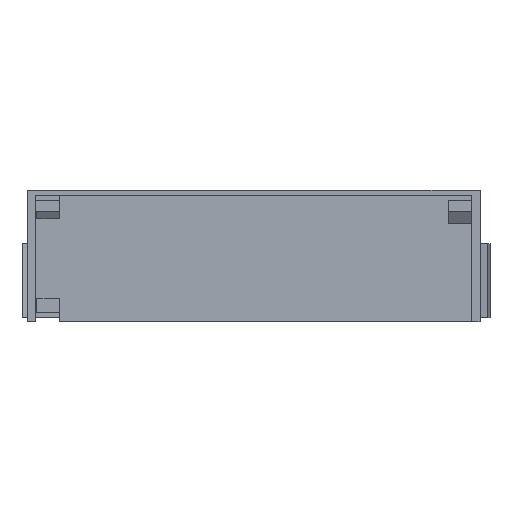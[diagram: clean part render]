
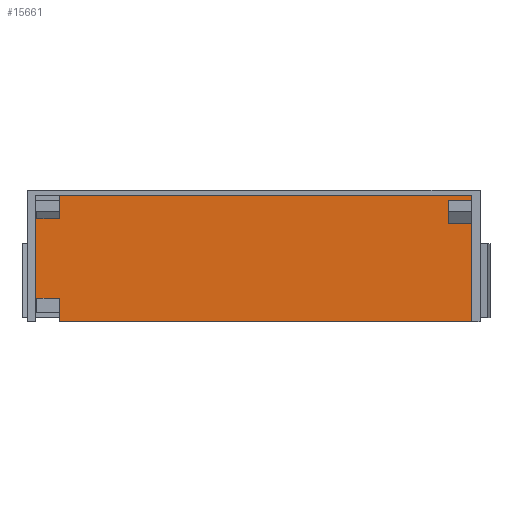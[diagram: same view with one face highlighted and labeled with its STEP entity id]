
A CAD part, front view. The second image highlights one B-rep face of the part: STEP entity #15661.
In plain terms, the highlighted free-form (B-spline) face has degree [1, 1] with [2, 2] control points.
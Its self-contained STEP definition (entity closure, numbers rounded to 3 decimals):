
#15537 = EDGE_CURVE('',#15538,#15540,#15542,.T.);
#15538 = VERTEX_POINT('',#15539);
#15539 = CARTESIAN_POINT('',(77.502,-3.515,
    11.423));
#15540 = VERTEX_POINT('',#15541);
#15541 = CARTESIAN_POINT('',(69.155,-3.515,
    11.423));
#15542 = B_SPLINE_CURVE_WITH_KNOTS('',1,(#15543,#15544),.UNSPECIFIED.,
  .F.,.F.,(2,2),(-4.75,4.75),.PIECEWISE_BEZIER_KNOTS.);
#15543 = CARTESIAN_POINT('',(77.502,-3.515,
    11.423));
#15544 = CARTESIAN_POINT('',(69.155,-3.515,
    11.423));
#15573 = EDGE_CURVE('',#15540,#15574,#15576,.T.);
#15574 = VERTEX_POINT('',#15575);
#15575 = CARTESIAN_POINT('',(69.155,-3.515,
    19.771));
#15576 = B_SPLINE_CURVE_WITH_KNOTS('',1,(#15577,#15578),.UNSPECIFIED.,
  .F.,.F.,(2,2),(-9.5,0.),.PIECEWISE_BEZIER_KNOTS.);
#15577 = CARTESIAN_POINT('',(69.155,-3.515,
    11.423));
#15578 = CARTESIAN_POINT('',(69.155,-3.515,
    19.771));
#15601 = EDGE_CURVE('',#15602,#15604,#15606,.T.);
#15602 = VERTEX_POINT('',#15603);
#15603 = CARTESIAN_POINT('',(-77.502,-3.515,
    -14.938));
#15604 = VERTEX_POINT('',#15605);
#15605 = CARTESIAN_POINT('',(-69.155,-3.515,
    -14.938));
#15606 = B_SPLINE_CURVE_WITH_KNOTS('',1,(#15607,#15608),.UNSPECIFIED.,
  .F.,.F.,(2,2),(-92.95,-83.45),.PIECEWISE_BEZIER_KNOTS.);
#15607 = CARTESIAN_POINT('',(-77.502,-3.515,
    -14.938));
#15608 = CARTESIAN_POINT('',(-69.155,-3.515,
    -14.938));
#15637 = EDGE_CURVE('',#15604,#15638,#15640,.T.);
#15638 = VERTEX_POINT('',#15639);
#15639 = CARTESIAN_POINT('',(-69.155,-3.515,
    -23.286));
#15640 = B_SPLINE_CURVE_WITH_KNOTS('',1,(#15641,#15642),.UNSPECIFIED.,
  .F.,.F.,(2,2),(15.,24.5),.PIECEWISE_BEZIER_KNOTS.);
#15641 = CARTESIAN_POINT('',(-69.155,-3.515,
    -14.938));
#15642 = CARTESIAN_POINT('',(-69.155,-3.515,
    -23.286));
#15661 = ADVANCED_FACE('',(#15662),#15720,.T.);
#15662 = FACE_BOUND('',#15663,.T.);
#15663 = EDGE_LOOP('',(#15664,#15671,#15678,#15685,#15692,#15699,#15704,
    #15705,#15706,#15713,#15718,#15719));
#15664 = ORIENTED_EDGE('',*,*,#15665,.T.);
#15665 = EDGE_CURVE('',#15574,#15666,#15668,.T.);
#15666 = VERTEX_POINT('',#15667);
#15667 = CARTESIAN_POINT('',(77.502,-3.515,
    19.771));
#15668 = B_SPLINE_CURVE_WITH_KNOTS('',1,(#15669,#15670),.UNSPECIFIED.,
  .F.,.F.,(2,2),(-9.5,0.),.PIECEWISE_BEZIER_KNOTS.);
#15669 = CARTESIAN_POINT('',(69.155,-3.515,
    19.771));
#15670 = CARTESIAN_POINT('',(77.502,-3.515,
    19.771));
#15671 = ORIENTED_EDGE('',*,*,#15672,.F.);
#15672 = EDGE_CURVE('',#15673,#15666,#15675,.T.);
#15673 = VERTEX_POINT('',#15674);
#15674 = CARTESIAN_POINT('',(77.502,-3.515,
    21.528));
#15675 = B_SPLINE_CURVE_WITH_KNOTS('',1,(#15676,#15677),.UNSPECIFIED.,
  .F.,.F.,(2,2),(-24.85,-22.85),.PIECEWISE_BEZIER_KNOTS.);
#15676 = CARTESIAN_POINT('',(77.502,-3.515,
    21.528));
#15677 = CARTESIAN_POINT('',(77.502,-3.515,
    19.771));
#15678 = ORIENTED_EDGE('',*,*,#15679,.T.);
#15679 = EDGE_CURVE('',#15673,#15680,#15682,.T.);
#15680 = VERTEX_POINT('',#15681);
#15681 = CARTESIAN_POINT('',(-69.155,-3.515,
    21.528));
#15682 = B_SPLINE_CURVE_WITH_KNOTS('',1,(#15683,#15684),.UNSPECIFIED.,
  .F.,.F.,(2,2),(0.,166.9),.PIECEWISE_BEZIER_KNOTS.);
#15683 = CARTESIAN_POINT('',(77.502,-3.515,
    21.528));
#15684 = CARTESIAN_POINT('',(-69.155,-3.515,
    21.528));
#15685 = ORIENTED_EDGE('',*,*,#15686,.T.);
#15686 = EDGE_CURVE('',#15680,#15687,#15689,.T.);
#15687 = VERTEX_POINT('',#15688);
#15688 = CARTESIAN_POINT('',(-69.155,-3.515,
    13.181));
#15689 = B_SPLINE_CURVE_WITH_KNOTS('',1,(#15690,#15691),.UNSPECIFIED.,
  .F.,.F.,(2,2),(-1.,8.5),.PIECEWISE_BEZIER_KNOTS.);
#15690 = CARTESIAN_POINT('',(-69.155,-3.515,
    21.528));
#15691 = CARTESIAN_POINT('',(-69.155,-3.515,
    13.181));
#15692 = ORIENTED_EDGE('',*,*,#15693,.T.);
#15693 = EDGE_CURVE('',#15687,#15694,#15696,.T.);
#15694 = VERTEX_POINT('',#15695);
#15695 = CARTESIAN_POINT('',(-77.502,-3.515,
    13.181));
#15696 = B_SPLINE_CURVE_WITH_KNOTS('',1,(#15697,#15698),.UNSPECIFIED.,
  .F.,.F.,(2,2),(83.45,92.95),.PIECEWISE_BEZIER_KNOTS.);
#15697 = CARTESIAN_POINT('',(-69.155,-3.515,
    13.181));
#15698 = CARTESIAN_POINT('',(-77.502,-3.515,
    13.181));
#15699 = ORIENTED_EDGE('',*,*,#15700,.F.);
#15700 = EDGE_CURVE('',#15602,#15694,#15701,.T.);
#15701 = B_SPLINE_CURVE_WITH_KNOTS('',1,(#15702,#15703),.UNSPECIFIED.,
  .F.,.F.,(2,2),(-39.5,-7.5),.PIECEWISE_BEZIER_KNOTS.);
#15702 = CARTESIAN_POINT('',(-77.502,-3.515,
    -14.938));
#15703 = CARTESIAN_POINT('',(-77.502,-3.515,
    13.181));
#15704 = ORIENTED_EDGE('',*,*,#15601,.T.);
#15705 = ORIENTED_EDGE('',*,*,#15637,.T.);
#15706 = ORIENTED_EDGE('',*,*,#15707,.F.);
#15707 = EDGE_CURVE('',#15708,#15638,#15710,.T.);
#15708 = VERTEX_POINT('',#15709);
#15709 = CARTESIAN_POINT('',(77.502,-3.515,
    -23.286));
#15710 = B_SPLINE_CURVE_WITH_KNOTS('',1,(#15711,#15712),.UNSPECIFIED.,
  .F.,.F.,(2,2),(0.,166.9),.PIECEWISE_BEZIER_KNOTS.);
#15711 = CARTESIAN_POINT('',(77.502,-3.515,
    -23.286));
#15712 = CARTESIAN_POINT('',(-69.155,-3.515,
    -23.286));
#15713 = ORIENTED_EDGE('',*,*,#15714,.F.);
#15714 = EDGE_CURVE('',#15538,#15708,#15715,.T.);
#15715 = B_SPLINE_CURVE_WITH_KNOTS('',1,(#15716,#15717),.UNSPECIFIED.,
  .F.,.F.,(2,2),(-13.35,26.15),.PIECEWISE_BEZIER_KNOTS.);
#15716 = CARTESIAN_POINT('',(77.502,-3.515,
    11.423));
#15717 = CARTESIAN_POINT('',(77.502,-3.515,
    -23.286));
#15718 = ORIENTED_EDGE('',*,*,#15537,.T.);
#15719 = ORIENTED_EDGE('',*,*,#15573,.T.);
#15720 = B_SPLINE_SURFACE_WITH_KNOTS('',1,1,(
    (#15721,#15722)
    ,(#15723,#15724
    )),.UNSPECIFIED.,.F.,.F.,.F.,(2,2),(2,2),(0.,176.4)
  ,(-2.,49.),.PIECEWISE_BEZIER_KNOTS.);
#15721 = CARTESIAN_POINT('',(77.502,-3.515,
    21.528));
#15722 = CARTESIAN_POINT('',(77.502,-3.515,
    -23.286));
#15723 = CARTESIAN_POINT('',(-77.502,-3.515,
    21.528));
#15724 = CARTESIAN_POINT('',(-77.502,-3.515,
    -23.286));
